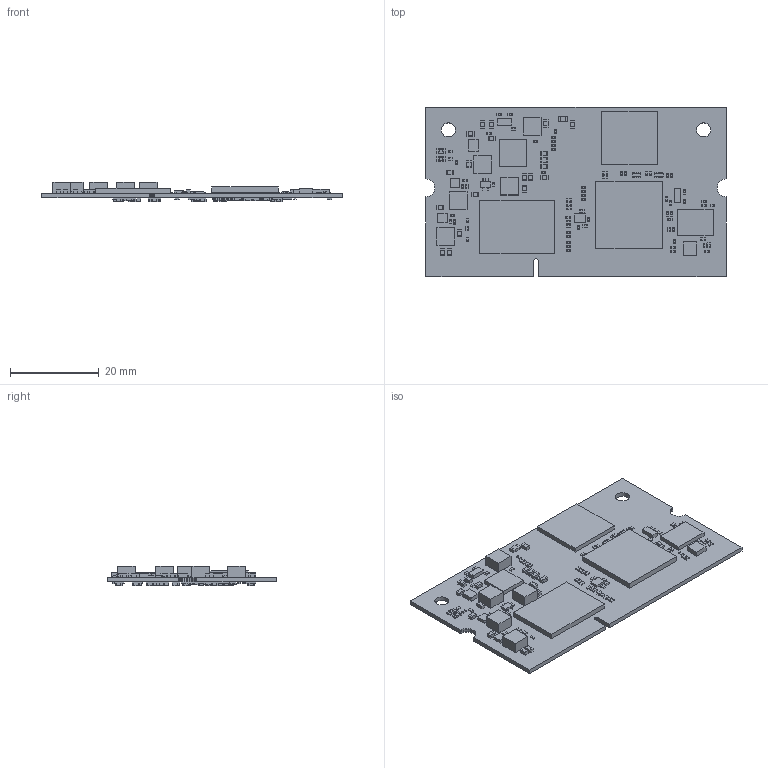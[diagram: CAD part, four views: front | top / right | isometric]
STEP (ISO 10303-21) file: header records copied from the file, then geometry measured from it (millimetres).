
FILE_DESCRIPTION(('Open CASCADE Model'),'2;1');
FILE_NAME('Open CASCADE Shape Model','2012-04-17T13:26:01',('Author'),( 'Open CASCADE'),'Open CASCADE STEP processor 6.2','Open CASCADE 6.2' ,'Unknown');
FILE_SCHEMA(('AUTOMOTIVE_DESIGN { 1 0 10303 214 1 1 1 1 }'));
Length unit declared in the file: millimetre
Products named in the file (330): PCB; Board; U10; 825957088; Extruded; 825957216; 825957472; 825957600; C151; 825959008; 825959264; C33; 825958240; 825958496; R92; 589942144; 825959520; 589942272; C99; 825957856; 825957984; C100; C1; C2; 825958624; 825958752; C3; C4; C6; C101; C102; C114; C115; C116; C117; C127; C128; C137; C138; C139 ...
Assembly tree (1109 placements, depth 4):
  PCB
    Board
    U10
      825957088  x5
        Extruded
      825957216  x2
        Extruded
      825957472  x3
        Extruded
      825957600
        Extruded
    C151
      825959008
        Extruded
      825959264  x2
        Extruded
    C33
      825958240  x2
        Extruded
      825958496
        Extruded
    R92
      589942144  x2
        Extruded
      825959520
        Extruded
      589942272
        Extruded
    C99
      825957856
        Extruded
      825957984  x2
        Extruded
    C100
      825957856
        Extruded
      825957984  x2
        Extruded
    C1
      825958240  x2
        Extruded
      825958496
        Extruded
    C2
      825958624  x2
        Extruded
      825958752
        Extruded
    C3
      825958624  x2
        Extruded
      825958752
        Extruded
    C4
      825958624  x2
        Extruded
      825958752
        Extruded
    C6
      825958240  x2
Bounding box: 67.6 x 38.1 x 4.3 mm (x, y, z)
Volume: 3669 mm3; surface area: 8669 mm2
Topology: 829 solids, 829 shells, 5032 faces, 10122 edges, 6748 vertices
Faces by surface type: plane 5030, cylinder 2
Full cylindrical faces by diameter (mm): 3.175 x2
Entity records: 31517 total; most frequent: DIRECTION 5155, CARTESIAN_POINT 4220, LINE 2233, VECTOR 2233, ORIENTED_EDGE 1494, PCURVE 1494, DEFINITIONAL_REPRESENTATION 1494, AXIS2_PLACEMENT_3D 1461
